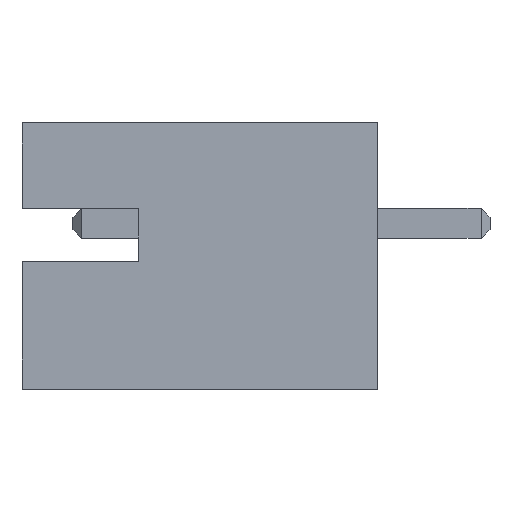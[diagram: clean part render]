
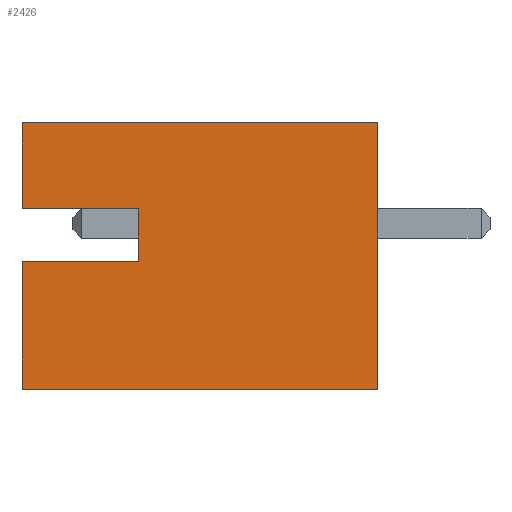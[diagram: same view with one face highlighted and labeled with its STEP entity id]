
A CAD part, left-side view. The second image highlights one B-rep face of the part: STEP entity #2426.
In plain terms, the highlighted planar face has unit normal (-1, 0, 0).
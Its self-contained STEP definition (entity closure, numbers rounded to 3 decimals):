
#139 = VECTOR ( 'NONE', #3671, 1000. ) ;
#157 = CARTESIAN_POINT ( 'NONE',  ( -6., 6., -2.25 ) ) ;
#218 = ORIENTED_EDGE ( 'NONE', *, *, #3125, .F. ) ;
#261 = ORIENTED_EDGE ( 'NONE', *, *, #562, .F. ) ;
#434 = LINE ( 'NONE', #4432, #1944 ) ;
#562 = EDGE_CURVE ( 'NONE', #3074, #4636, #1460, .T. ) ;
#686 = DIRECTION ( 'NONE',  ( 0., 0., 1. ) ) ;
#721 = VECTOR ( 'NONE', #931, 1000. ) ;
#835 = FACE_OUTER_BOUND ( 'NONE', #4461, .T. ) ;
#841 = DIRECTION ( 'NONE',  ( 0., 0., 1. ) ) ;
#855 = CARTESIAN_POINT ( 'NONE',  ( -6., 6., -2.25 ) ) ;
#907 = EDGE_CURVE ( 'NONE', #3761, #1114, #3456, .T. ) ;
#912 = EDGE_CURVE ( 'NONE', #2306, #1877, #2707, .T. ) ;
#931 = DIRECTION ( 'NONE',  ( 0., 0., 1. ) ) ;
#951 = CARTESIAN_POINT ( 'NONE',  ( -6., 6., -2.25 ) ) ;
#974 = AXIS2_PLACEMENT_3D ( 'NONE', #157, #4463, #1250 ) ;
#1114 = VERTEX_POINT ( 'NONE', #4301 ) ;
#1250 = DIRECTION ( 'NONE',  ( 0., 0., -1. ) ) ;
#1325 = VECTOR ( 'NONE', #2773, 1000. ) ;
#1460 = LINE ( 'NONE', #951, #721 ) ;
#1487 = CARTESIAN_POINT ( 'NONE',  ( -6., 0., -2.25 ) ) ;
#1508 = ORIENTED_EDGE ( 'NONE', *, *, #2865, .F. ) ;
#1511 = LINE ( 'NONE', #855, #2324 ) ;
#1523 = CARTESIAN_POINT ( 'NONE',  ( -6., 6., -2.25 ) ) ;
#1539 = VECTOR ( 'NONE', #2237, 1000. ) ;
#1590 = VERTEX_POINT ( 'NONE', #1785 ) ;
#1664 = LINE ( 'NONE', #4599, #1325 ) ;
#1785 = CARTESIAN_POINT ( 'NONE',  ( -6., 6., -2.25 ) ) ;
#1877 = VERTEX_POINT ( 'NONE', #4518 ) ;
#1944 = VECTOR ( 'NONE', #4448, 1000. ) ;
#2044 = ORIENTED_EDGE ( 'NONE', *, *, #912, .F. ) ;
#2048 = CARTESIAN_POINT ( 'NONE',  ( -6., 6., 0.8 ) ) ;
#2112 = CARTESIAN_POINT ( 'NONE',  ( -6., 6., -0.09 ) ) ;
#2237 = DIRECTION ( 'NONE',  ( 0., 1., 0. ) ) ;
#2269 = ORIENTED_EDGE ( 'NONE', *, *, #907, .T. ) ;
#2306 = VERTEX_POINT ( 'NONE', #3565 ) ;
#2324 = VECTOR ( 'NONE', #841, 1000. ) ;
#2420 = CARTESIAN_POINT ( 'NONE',  ( -6., 6., 2.25 ) ) ;
#2426 = ADVANCED_FACE ( 'NONE', ( #835 ), #4430, .F. ) ;
#2489 = VECTOR ( 'NONE', #2806, 1000. ) ;
#2570 = CARTESIAN_POINT ( 'NONE',  ( -6., 6., 0.8 ) ) ;
#2707 = LINE ( 'NONE', #3522, #2489 ) ;
#2773 = DIRECTION ( 'NONE',  ( 0., -1., 0. ) ) ;
#2806 = DIRECTION ( 'NONE',  ( 0., 0., 1. ) ) ;
#2865 = EDGE_CURVE ( 'NONE', #4636, #1114, #434, .T. ) ;
#2933 = EDGE_CURVE ( 'NONE', #1590, #3124, #1511, .T. ) ;
#3074 = VERTEX_POINT ( 'NONE', #2048 ) ;
#3124 = VERTEX_POINT ( 'NONE', #2112 ) ;
#3125 = EDGE_CURVE ( 'NONE', #3124, #2306, #1664, .T. ) ;
#3181 = ORIENTED_EDGE ( 'NONE', *, *, #2933, .F. ) ;
#3271 = VECTOR ( 'NONE', #686, 1000. ) ;
#3316 = ORIENTED_EDGE ( 'NONE', *, *, #3632, .T. ) ;
#3456 = LINE ( 'NONE', #3857, #3271 ) ;
#3522 = CARTESIAN_POINT ( 'NONE',  ( -6., 4.04, 0.8 ) ) ;
#3526 = EDGE_CURVE ( 'NONE', #1877, #3074, #3804, .T. ) ;
#3565 = CARTESIAN_POINT ( 'NONE',  ( -6., 4.04, -0.09 ) ) ;
#3632 = EDGE_CURVE ( 'NONE', #1590, #3761, #4203, .T. ) ;
#3671 = DIRECTION ( 'NONE',  ( 0., -1., 0. ) ) ;
#3761 = VERTEX_POINT ( 'NONE', #1487 ) ;
#3804 = LINE ( 'NONE', #2570, #1539 ) ;
#3857 = CARTESIAN_POINT ( 'NONE',  ( -6., 0., -2.25 ) ) ;
#4161 = ORIENTED_EDGE ( 'NONE', *, *, #3526, .F. ) ;
#4203 = LINE ( 'NONE', #1523, #139 ) ;
#4301 = CARTESIAN_POINT ( 'NONE',  ( -6., 0., 2.25 ) ) ;
#4430 = PLANE ( 'NONE',  #974 ) ;
#4432 = CARTESIAN_POINT ( 'NONE',  ( -6., 6., 2.25 ) ) ;
#4448 = DIRECTION ( 'NONE',  ( 0., -1., 0. ) ) ;
#4461 = EDGE_LOOP ( 'NONE', ( #2044, #218, #3181, #3316, #2269, #1508, #261, #4161 ) ) ;
#4463 = DIRECTION ( 'NONE',  ( 1., 0., 0. ) ) ;
#4518 = CARTESIAN_POINT ( 'NONE',  ( -6., 4.04, 0.8 ) ) ;
#4599 = CARTESIAN_POINT ( 'NONE',  ( -6., 6., -0.09 ) ) ;
#4636 = VERTEX_POINT ( 'NONE', #2420 ) ;
